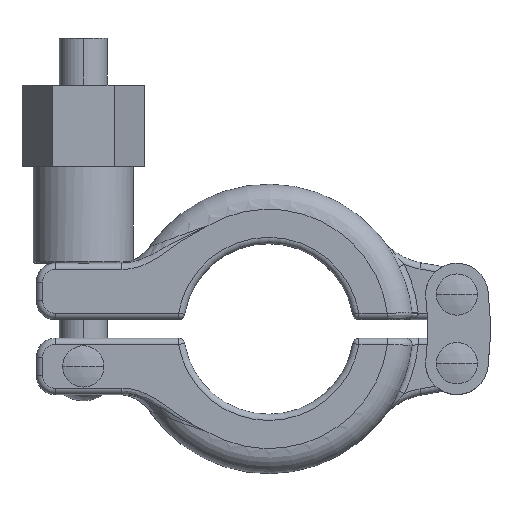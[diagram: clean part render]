
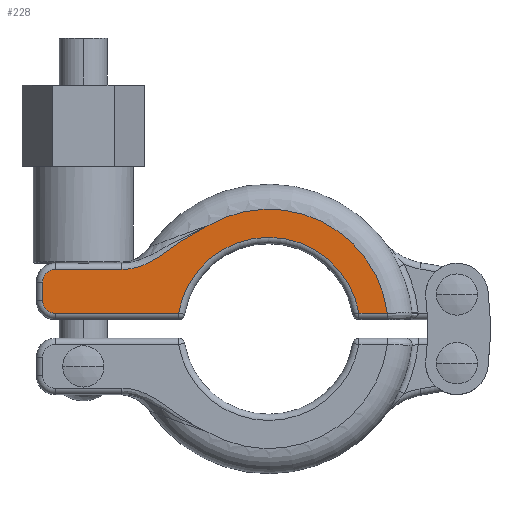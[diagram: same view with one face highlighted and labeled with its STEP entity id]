
A CAD part, top view. The second image highlights one B-rep face of the part: STEP entity #228.
In plain terms, the highlighted planar face has unit normal (0, 0, 1).
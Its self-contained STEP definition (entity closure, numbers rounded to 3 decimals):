
#228 = ADVANCED_FACE ( 'NONE', ( #5564 ), #3386, .T. ) ;
#263 = CARTESIAN_POINT ( 'NONE',  ( -36.15, 4.5, 8.5 ) ) ;
#300 = VERTEX_POINT ( 'NONE', #7734 ) ;
#332 = ORIENTED_EDGE ( 'NONE', *, *, #1107, .T. ) ;
#395 = DIRECTION ( 'NONE',  ( 1., 0., 0. ) ) ;
#454 = CARTESIAN_POINT ( 'NONE',  ( -12.03, 15.303, 8.5 ) ) ;
#710 = ORIENTED_EDGE ( 'NONE', *, *, #12202, .T. ) ;
#730 = AXIS2_PLACEMENT_3D ( 'NONE', #8486, #7479, #6466 ) ;
#845 = DIRECTION ( 'NONE',  ( 1., 0., 0. ) ) ;
#852 = CARTESIAN_POINT ( 'NONE',  ( -9.72, 16.5, 8.5 ) ) ;
#883 = EDGE_CURVE ( 'NONE', #300, #6988, #1586, .T. ) ;
#1107 = EDGE_CURVE ( 'NONE', #8215, #2485, #4424, .T. ) ;
#1444 = CARTESIAN_POINT ( 'NONE',  ( -34.15, 7.5, 8.5 ) ) ;
#1503 = DIRECTION ( 'NONE',  ( 1., 0., 0. ) ) ;
#1581 = VERTEX_POINT ( 'NONE', #13096 ) ;
#1586 = CIRCLE ( 'NONE', #12256, 2. ) ;
#1654 = LINE ( 'NONE', #3825, #6580 ) ;
#1841 = EDGE_CURVE ( 'NONE', #3433, #12561, #10927, .T. ) ;
#1844 = VECTOR ( 'NONE', #845, 1000. ) ;
#2222 = ORIENTED_EDGE ( 'NONE', *, *, #2929, .T. ) ;
#2243 = CIRCLE ( 'NONE', #7020, 14.65 ) ;
#2370 = DIRECTION ( 'NONE',  ( 0., 0., 1. ) ) ;
#2485 = VERTEX_POINT ( 'NONE', #5847 ) ;
#2573 = CARTESIAN_POINT ( 'NONE',  ( -36.15, 7.5, 8.5 ) ) ;
#2625 = CARTESIAN_POINT ( 'NONE',  ( -13.668, 14.246, 8.5 ) ) ;
#2676 = EDGE_CURVE ( 'NONE', #6988, #8215, #4215, .T. ) ;
#2929 = EDGE_CURVE ( 'NONE', #12561, #300, #13490, .T. ) ;
#3217 = CARTESIAN_POINT ( 'NONE',  ( 0., 0., 8.5 ) ) ;
#3386 = PLANE ( 'NONE',  #12461 ) ;
#3433 = VERTEX_POINT ( 'NONE', #852 ) ;
#3582 = CARTESIAN_POINT ( 'NONE',  ( 0., 0., 8.5 ) ) ;
#3587 = VECTOR ( 'NONE', #12123, 1000. ) ;
#3796 = CARTESIAN_POINT ( 'NONE',  ( -9.72, 16.5, 8.5 ) ) ;
#3825 = CARTESIAN_POINT ( 'NONE',  ( -13.567, 2.5, 8.5 ) ) ;
#3860 = CARTESIAN_POINT ( 'NONE',  ( -14.435, 2.5, 8.5 ) ) ;
#4215 = LINE ( 'NONE', #263, #9013 ) ;
#4416 = DIRECTION ( 'NONE',  ( 0., -1., 0. ) ) ;
#4424 = CIRCLE ( 'NONE', #730, 2. ) ;
#5430 = DIRECTION ( 'NONE',  ( 1., 0., 0. ) ) ;
#5458 = ORIENTED_EDGE ( 'NONE', *, *, #1841, .T. ) ;
#5564 = FACE_OUTER_BOUND ( 'NONE', #8721, .T. ) ;
#5566 = VERTEX_POINT ( 'NONE', #3860 ) ;
#5636 = ORIENTED_EDGE ( 'NONE', *, *, #11174, .T. ) ;
#5686 = CARTESIAN_POINT ( 'NONE',  ( -15.797, 12.75, 8.5 ) ) ;
#5765 = CARTESIAN_POINT ( 'NONE',  ( -19.969, 10.232, 8.5 ) ) ;
#5787 = DIRECTION ( 'NONE',  ( 0., 0., 1. ) ) ;
#5830 = CARTESIAN_POINT ( 'NONE',  ( -22.807, 9.5, 8.5 ) ) ;
#5847 = CARTESIAN_POINT ( 'NONE',  ( -34.15, 2.5, 8.5 ) ) ;
#6466 = DIRECTION ( 'NONE',  ( 1., 0., 0. ) ) ;
#6495 = CARTESIAN_POINT ( 'NONE',  ( 18.986, 2.5, 8.5 ) ) ;
#6580 = VECTOR ( 'NONE', #11103, 1000. ) ;
#6717 = CARTESIAN_POINT ( 'NONE',  ( -10.897, 15.947, 8.5 ) ) ;
#6783 = CARTESIAN_POINT ( 'NONE',  ( -17.393, 11.626, 8.5 ) ) ;
#6988 = VERTEX_POINT ( 'NONE', #2573 ) ;
#7020 = AXIS2_PLACEMENT_3D ( 'NONE', #9513, #7778, #5430 ) ;
#7479 = DIRECTION ( 'NONE',  ( 0., 0., 1. ) ) ;
#7719 = VERTEX_POINT ( 'NONE', #6495 ) ;
#7728 = ORIENTED_EDGE ( 'NONE', *, *, #11054, .T. ) ;
#7734 = CARTESIAN_POINT ( 'NONE',  ( -34.15, 9.5, 8.5 ) ) ;
#7778 = DIRECTION ( 'NONE',  ( 0., 0., -1. ) ) ;
#7824 = ORIENTED_EDGE ( 'NONE', *, *, #883, .T. ) ;
#8215 = VERTEX_POINT ( 'NONE', #8964 ) ;
#8486 = CARTESIAN_POINT ( 'NONE',  ( -34.15, 4.5, 8.5 ) ) ;
#8721 = EDGE_LOOP ( 'NONE', ( #5636, #5458, #2222, #7824, #13427, #332, #710, #11417, #7728 ) ) ;
#8821 = CARTESIAN_POINT ( 'NONE',  ( -20.277, 10.109, 8.5 ) ) ;
#8964 = CARTESIAN_POINT ( 'NONE',  ( -36.15, 4.5, 8.5 ) ) ;
#8998 = AXIS2_PLACEMENT_3D ( 'NONE', #3217, #12980, #12781 ) ;
#9013 = VECTOR ( 'NONE', #4416, 1000. ) ;
#9094 = CARTESIAN_POINT ( 'NONE',  ( -34.15, 9.5, 8.5 ) ) ;
#9513 = CARTESIAN_POINT ( 'NONE',  ( 0., 0., 8.5 ) ) ;
#9930 = CARTESIAN_POINT ( 'NONE',  ( -23.47, 9.5, 8.5 ) ) ;
#10870 = CARTESIAN_POINT ( 'NONE',  ( -14.204, 13.879, 8.5 ) ) ;
#10927 = B_SPLINE_CURVE_WITH_KNOTS ( 'NONE', 3,
 ( #3796, #6717, #454, #2625, #10870, #13152, #5686, #6783, #13076, #5765, #8821, #10942, #12120, #13230, #5830, #9930 ),
 .UNSPECIFIED., .F., .F.,
 ( 4, 2, 2, 2, 2, 2, 2, 4 ),
 ( 0., 0.004, 0.006, 0.008, 0.012, 0.013, 0.014, 0.016 ),
 .UNSPECIFIED. ) ;
#10942 = CARTESIAN_POINT ( 'NONE',  ( -20.897, 9.895, 8.5 ) ) ;
#11054 = EDGE_CURVE ( 'NONE', #1581, #7719, #11116, .T. ) ;
#11103 = DIRECTION ( 'NONE',  ( 1., 0., 0. ) ) ;
#11116 = LINE ( 'NONE', #13326, #1844 ) ;
#11174 = EDGE_CURVE ( 'NONE', #7719, #3433, #12724, .T. ) ;
#11417 = ORIENTED_EDGE ( 'NONE', *, *, #11963, .T. ) ;
#11963 = EDGE_CURVE ( 'NONE', #5566, #1581, #2243, .T. ) ;
#12120 = CARTESIAN_POINT ( 'NONE',  ( -21.21, 9.804, 8.5 ) ) ;
#12123 = DIRECTION ( 'NONE',  ( -1., 0., 0. ) ) ;
#12202 = EDGE_CURVE ( 'NONE', #2485, #5566, #1654, .T. ) ;
#12256 = AXIS2_PLACEMENT_3D ( 'NONE', #1444, #5787, #1503 ) ;
#12258 = CARTESIAN_POINT ( 'NONE',  ( -23.47, 9.5, 8.5 ) ) ;
#12461 = AXIS2_PLACEMENT_3D ( 'NONE', #3582, #2370, #395 ) ;
#12561 = VERTEX_POINT ( 'NONE', #12258 ) ;
#12724 = CIRCLE ( 'NONE', #8998, 19.15 ) ;
#12781 = DIRECTION ( 'NONE',  ( 1., 0., 0. ) ) ;
#12980 = DIRECTION ( 'NONE',  ( 0., 0., 1. ) ) ;
#13076 = CARTESIAN_POINT ( 'NONE',  ( -18.473, 10.904, 8.5 ) ) ;
#13096 = CARTESIAN_POINT ( 'NONE',  ( 14.435, 2.5, 8.5 ) ) ;
#13152 = CARTESIAN_POINT ( 'NONE',  ( -15.269, 13.131, 8.5 ) ) ;
#13230 = CARTESIAN_POINT ( 'NONE',  ( -22.16, 9.581, 8.5 ) ) ;
#13326 = CARTESIAN_POINT ( 'NONE',  ( 19.091, 2.5, 8.5 ) ) ;
#13427 = ORIENTED_EDGE ( 'NONE', *, *, #2676, .T. ) ;
#13490 = LINE ( 'NONE', #9094, #3587 ) ;
